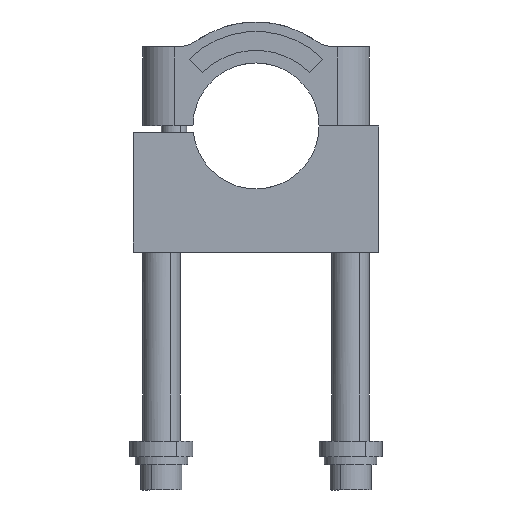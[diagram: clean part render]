
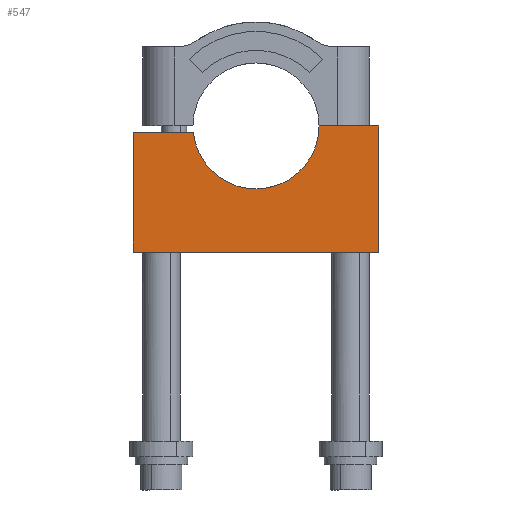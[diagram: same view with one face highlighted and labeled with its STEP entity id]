
A CAD part, left-side view. The second image highlights one B-rep face of the part: STEP entity #547.
In plain terms, the highlighted planar face has unit normal (-1, 0, 0).
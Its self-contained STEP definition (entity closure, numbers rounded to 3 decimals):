
#511=AXIS2_PLACEMENT_3D('Plane Axis2P3D',#508,#509,#510) ;
#522=AXIS2_PLACEMENT_3D('Circle Axis2P3D',#520,#521,$) ;
#226=CARTESIAN_POINT('Vertex',(-10.,-39.,30.)) ;
#231=CARTESIAN_POINT('Line Origine',(-10.,0.,30.)) ;
#235=CARTESIAN_POINT('Vertex',(-10.,39.,30.)) ;
#486=CARTESIAN_POINT('Vertex',(-10.,-39.,70.)) ;
#491=CARTESIAN_POINT('Line Origine',(-10.,-39.,50.)) ;
#508=CARTESIAN_POINT('Axis2P3D Location',(-10.,0.,0.)) ;
#513=CARTESIAN_POINT('Line Origine',(-10.,-29.5,70.)) ;
#517=CARTESIAN_POINT('Vertex',(-10.,-20.,70.)) ;
#520=CARTESIAN_POINT('Axis2P3D Location',(-10.,0.,70.)) ;
#524=CARTESIAN_POINT('Vertex',(-10.,19.9,68.)) ;
#527=CARTESIAN_POINT('Line Origine',(-10.,29.45,68.)) ;
#531=CARTESIAN_POINT('Vertex',(-10.,39.,68.)) ;
#534=CARTESIAN_POINT('Line Origine',(-10.,39.,49.)) ;
#232=DIRECTION('Vector Direction',(0.,1.,0.)) ;
#492=DIRECTION('Vector Direction',(0.,0.,1.)) ;
#509=DIRECTION('Axis2P3D Direction',(1.,0.,0.)) ;
#510=DIRECTION('Axis2P3D XDirection',(0.,1.,0.)) ;
#514=DIRECTION('Vector Direction',(0.,1.,0.)) ;
#521=DIRECTION('Axis2P3D Direction',(1.,0.,0.)) ;
#528=DIRECTION('Vector Direction',(0.,1.,0.)) ;
#535=DIRECTION('Vector Direction',(0.,0.,1.)) ;
#233=VECTOR('Line Direction',#232,1.) ;
#493=VECTOR('Line Direction',#492,1.) ;
#515=VECTOR('Line Direction',#514,1.) ;
#529=VECTOR('Line Direction',#528,1.) ;
#536=VECTOR('Line Direction',#535,1.) ;
#540=ORIENTED_EDGE('',*,*,#495,.F.) ;
#541=ORIENTED_EDGE('',*,*,#519,.F.) ;
#542=ORIENTED_EDGE('',*,*,#526,.F.) ;
#543=ORIENTED_EDGE('',*,*,#533,.F.) ;
#544=ORIENTED_EDGE('',*,*,#538,.F.) ;
#545=ORIENTED_EDGE('',*,*,#237,.F.) ;
#547=ADVANCED_FACE('TOS_041_SET_457678_01',(#546),#512,.F.) ;
#523=CIRCLE('generated circle',#522,20.) ;
#237=EDGE_CURVE('',#227,#236,#234,.T.) ;
#495=EDGE_CURVE('',#487,#227,#494,.F.) ;
#519=EDGE_CURVE('',#518,#487,#516,.F.) ;
#526=EDGE_CURVE('',#525,#518,#523,.F.) ;
#533=EDGE_CURVE('',#532,#525,#530,.F.) ;
#538=EDGE_CURVE('',#236,#532,#537,.T.) ;
#539=EDGE_LOOP('',(#540,#541,#542,#543,#544,#545)) ;
#546=FACE_OUTER_BOUND('',#539,.T.) ;
#234=LINE('Line',#231,#233) ;
#494=LINE('Line',#491,#493) ;
#516=LINE('Line',#513,#515) ;
#530=LINE('Line',#527,#529) ;
#537=LINE('Line',#534,#536) ;
#512=PLANE('',#511) ;
#227=VERTEX_POINT('',#226) ;
#236=VERTEX_POINT('',#235) ;
#487=VERTEX_POINT('',#486) ;
#518=VERTEX_POINT('',#517) ;
#525=VERTEX_POINT('',#524) ;
#532=VERTEX_POINT('',#531) ;
